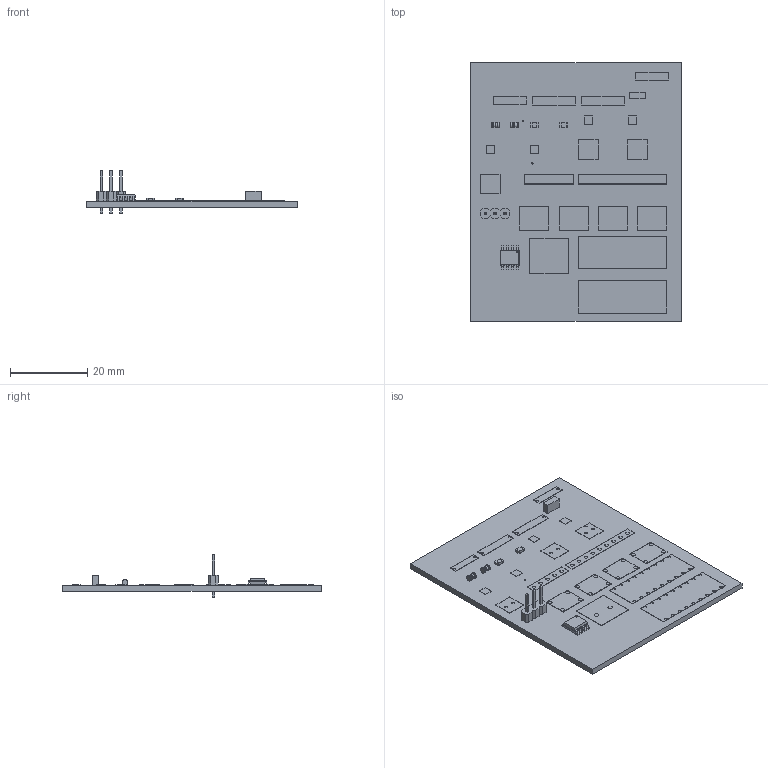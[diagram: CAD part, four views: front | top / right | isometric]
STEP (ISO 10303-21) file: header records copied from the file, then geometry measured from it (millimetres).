
FILE_DESCRIPTION(/* description */ (''),/* implementation_level */ '2;1');
FILE_NAME(/* name */ '01495c92-4b93-433a-93b6-9c619e1ff813.stp',/* time_stamp */ '2020-11-24T16:53:08+00:00',/* author */ (''),/* organization */ (''),/* preprocessor_version */ 'ST-DEVELOPER v18.1',/* originating_system */ 'Autodesk Translation Framework v9.3.0.1241',/* authorisation */ '');
FILE_SCHEMA (('AUTOMOTIVE_DESIGN { 1 0 10303 214 3 1 1 }'));
Length unit declared in the file: millimetre
Products named in the file (17): 01495c92-4b93-433a-93b6-9c619e1ff813; PCB Component; Board; 0.01uF; 100uF; HSMS-285B; DIL18; LM555D; 5vDC; LED5MM; 330R; 750k; 1K; MA09-1; B3F-10XX; MA05-1; W237-102
Assembly tree (29 placements, depth 3):
  01495c92-4b93-433a-93b6-9c619e1ff813
    PCB Component
      Board
      0.01uF  x2
      100uF
      HSMS-285B  x4
      DIL18  x2
      LM555D
      5vDC
      LED5MM  x3
      330R  x2
      750k  x2
      1K  x2
      MA09-1
      B3F-10XX  x4
      MA05-1
      W237-102
Bounding box: 54.59 x 66.98 x 11.34 mm (x, y, z)
Volume: 5855 mm3; surface area: 10215.8 mm2
Topology: 28 solids, 28 shells, 477 faces, 1155 edges, 749 vertices
Faces by surface type: plane 343, cylinder 134
Full cylindrical faces by diameter (mm): 0.35 x5, 0.813 x52, 1.016 x33, 1.16 x4, 1.162 x2, 1.194 x2, 1.45 x4
Entity records: 12930 total; most frequent: DIRECTION 2095, CARTESIAN_POINT 2031, ORIENTED_EDGE 1944, EDGE_CURVE 972, LINE 713, VECTOR 713, AXIS2_PLACEMENT_3D 691, VERTEX_POINT 627
